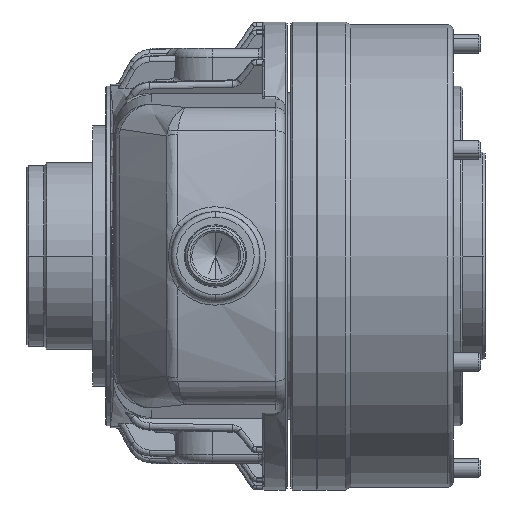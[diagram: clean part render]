
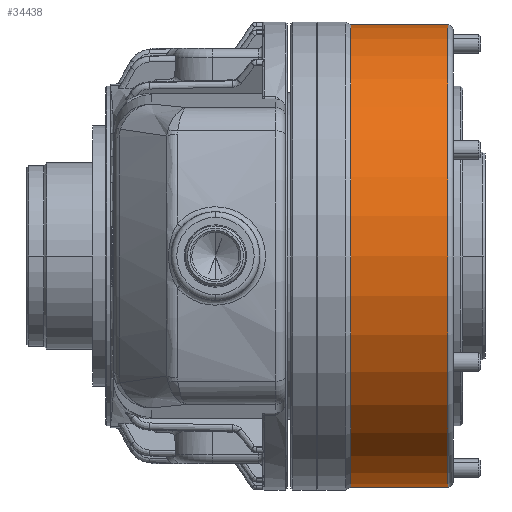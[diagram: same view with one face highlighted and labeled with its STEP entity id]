
A CAD part, front view. The second image highlights one B-rep face of the part: STEP entity #34438.
In plain terms, the highlighted cylindrical face has radius 122.5 mm (diameter 245 mm), a partial arc.
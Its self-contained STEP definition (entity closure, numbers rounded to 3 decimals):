
#1365 = EDGE_CURVE ( 'NONE', #21627, #17684, #24107, .T. ) ;
#2031 = DIRECTION ( 'NONE',  ( 1., 0., 0. ) ) ;
#4872 = CARTESIAN_POINT ( 'NONE',  ( 107.366, 0., -122.5 ) ) ;
#4901 = DIRECTION ( 'NONE',  ( 1., 0., 0. ) ) ;
#7333 = AXIS2_PLACEMENT_3D ( 'NONE', #29373, #15279, #36261 ) ;
#7884 = ORIENTED_EDGE ( 'NONE', *, *, #12286, .T. ) ;
#8234 = ORIENTED_EDGE ( 'NONE', *, *, #1365, .T. ) ;
#8403 = VERTEX_POINT ( 'NONE', #45153 ) ;
#9644 = VECTOR ( 'NONE', #26078, 1000. ) ;
#10456 = CARTESIAN_POINT ( 'NONE',  ( 69., 0., 0. ) ) ;
#12286 = EDGE_CURVE ( 'NONE', #17684, #8403, #14705, .T. ) ;
#13514 = ORIENTED_EDGE ( 'NONE', *, *, #21411, .T. ) ;
#13651 = AXIS2_PLACEMENT_3D ( 'NONE', #10456, #35173, #14006 ) ;
#14006 = DIRECTION ( 'NONE',  ( 0., 0., -1. ) ) ;
#14260 = VERTEX_POINT ( 'NONE', #22798 ) ;
#14705 = CIRCLE ( 'NONE', #13651, 122.5 ) ;
#15279 = DIRECTION ( 'NONE',  ( 1., 0., 0. ) ) ;
#15434 = ORIENTED_EDGE ( 'NONE', *, *, #41625, .F. ) ;
#15560 = CARTESIAN_POINT ( 'NONE',  ( 107.366, 0., 122.5 ) ) ;
#17684 = VERTEX_POINT ( 'NONE', #28403 ) ;
#18343 = FACE_OUTER_BOUND ( 'NONE', #27624, .T. ) ;
#20198 = LINE ( 'NONE', #4872, #9644 ) ;
#21388 = CIRCLE ( 'NONE', #40853, 122.5 ) ;
#21411 = EDGE_CURVE ( 'NONE', #14260, #21627, #21388, .T. ) ;
#21627 = VERTEX_POINT ( 'NONE', #24710 ) ;
#22798 = CARTESIAN_POINT ( 'NONE',  ( 17.598, 0., -122.5 ) ) ;
#23183 = CARTESIAN_POINT ( 'NONE',  ( 17.598, 0., 0. ) ) ;
#24107 = LINE ( 'NONE', #15560, #25199 ) ;
#24710 = CARTESIAN_POINT ( 'NONE',  ( 17.598, 0., 122.5 ) ) ;
#25199 = VECTOR ( 'NONE', #4901, 1000. ) ;
#26078 = DIRECTION ( 'NONE',  ( 1., 0., 0. ) ) ;
#26680 = CYLINDRICAL_SURFACE ( 'NONE', #7333, 122.5 ) ;
#26773 = DIRECTION ( 'NONE',  ( 0., 0., -1. ) ) ;
#27624 = EDGE_LOOP ( 'NONE', ( #13514, #8234, #7884, #15434 ) ) ;
#28403 = CARTESIAN_POINT ( 'NONE',  ( 69., 0., 122.5 ) ) ;
#29373 = CARTESIAN_POINT ( 'NONE',  ( 107.366, 0., 0. ) ) ;
#34438 = ADVANCED_FACE ( 'NONE', ( #18343 ), #26680, .T. ) ;
#35173 = DIRECTION ( 'NONE',  ( -1., 0., 0. ) ) ;
#36261 = DIRECTION ( 'NONE',  ( 0., 0., -1. ) ) ;
#40853 = AXIS2_PLACEMENT_3D ( 'NONE', #23183, #2031, #26773 ) ;
#41625 = EDGE_CURVE ( 'NONE', #14260, #8403, #20198, .T. ) ;
#45153 = CARTESIAN_POINT ( 'NONE',  ( 69., 0., -122.5 ) ) ;
